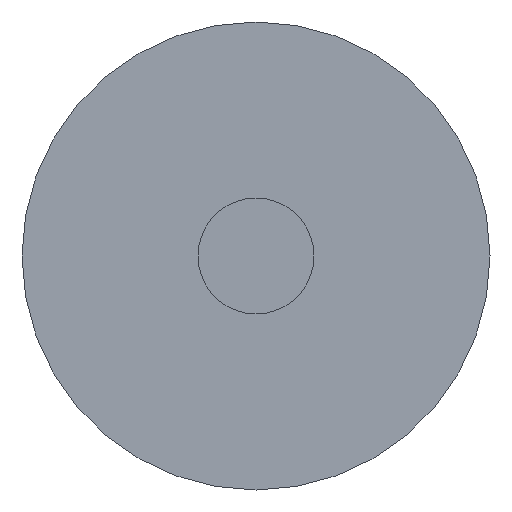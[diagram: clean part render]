
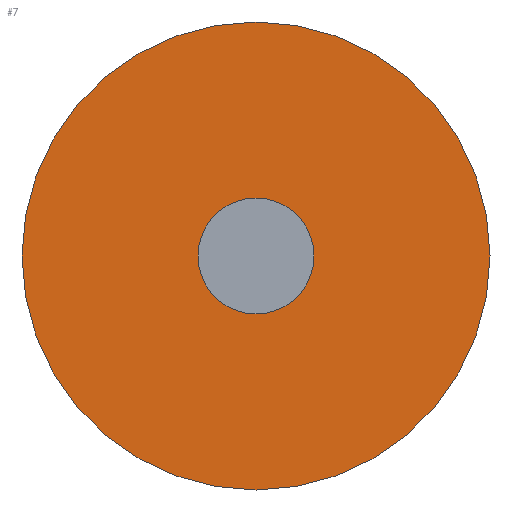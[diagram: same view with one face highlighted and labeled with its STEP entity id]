
A CAD part, front view. The second image highlights one B-rep face of the part: STEP entity #7.
In plain terms, the highlighted planar face has unit normal (0, -1, 0).
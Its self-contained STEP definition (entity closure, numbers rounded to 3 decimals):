
#7 = ADVANCED_FACE ( 'NONE', ( #71, #208 ), #143, .F. ) ;
#8 = EDGE_CURVE ( 'NONE', #91, #94, #185, .T. ) ;
#18 = EDGE_CURVE ( 'NONE', #94, #91, #241, .T. ) ;
#24 = EDGE_CURVE ( 'NONE', #88, #75, #174, .T. ) ;
#33 = EDGE_CURVE ( 'NONE', #75, #88, #161, .T. ) ;
#48 = ORIENTED_EDGE ( 'NONE', *, *, #24, .F. ) ;
#50 = ORIENTED_EDGE ( 'NONE', *, *, #8, .F. ) ;
#55 = EDGE_LOOP ( 'NONE', ( #86, #48 ) ) ;
#71 = FACE_OUTER_BOUND ( 'NONE', #76, .T. ) ;
#75 = VERTEX_POINT ( 'NONE', #108 ) ;
#76 = EDGE_LOOP ( 'NONE', ( #97, #50 ) ) ;
#86 = ORIENTED_EDGE ( 'NONE', *, *, #33, .F. ) ;
#88 = VERTEX_POINT ( 'NONE', #329 ) ;
#91 = VERTEX_POINT ( 'NONE', #307 ) ;
#94 = VERTEX_POINT ( 'NONE', #314 ) ;
#97 = ORIENTED_EDGE ( 'NONE', *, *, #18, .F. ) ;
#108 = CARTESIAN_POINT ( 'NONE',  ( 0., -3.175, -1.18 ) ) ;
#114 = DIRECTION ( 'NONE',  ( 0., 0., 1. ) ) ;
#115 = DIRECTION ( 'NONE',  ( 0., -1., 0. ) ) ;
#117 = CARTESIAN_POINT ( 'NONE',  ( 0., -3.175, 0. ) ) ;
#119 = DIRECTION ( 'NONE',  ( 0., 0., 1. ) ) ;
#123 = CARTESIAN_POINT ( 'NONE',  ( 0., -3.175, 0. ) ) ;
#127 = DIRECTION ( 'NONE',  ( 0., 1., 0. ) ) ;
#142 = DIRECTION ( 'NONE',  ( 0., 1., 0. ) ) ;
#143 = PLANE ( 'NONE',  #263 ) ;
#156 = AXIS2_PLACEMENT_3D ( 'NONE', #117, #115, #114 ) ;
#161 = CIRCLE ( 'NONE', #156, 1.18 ) ;
#168 = AXIS2_PLACEMENT_3D ( 'NONE', #204, #197, #179 ) ;
#169 = AXIS2_PLACEMENT_3D ( 'NONE', #123, #142, #181 ) ;
#174 = CIRCLE ( 'NONE', #168, 1.18 ) ;
#179 = DIRECTION ( 'NONE',  ( 0., 0., 1. ) ) ;
#181 = DIRECTION ( 'NONE',  ( 0., 0., 1. ) ) ;
#185 = CIRCLE ( 'NONE', #254, 4.765 ) ;
#197 = DIRECTION ( 'NONE',  ( 0., -1., 0. ) ) ;
#203 = DIRECTION ( 'NONE',  ( 0., 1., 0. ) ) ;
#204 = CARTESIAN_POINT ( 'NONE',  ( 0., -3.175, 0. ) ) ;
#208 = FACE_BOUND ( 'NONE', #55, .T. ) ;
#233 = CARTESIAN_POINT ( 'NONE',  ( 0., -3.175, 0. ) ) ;
#241 = CIRCLE ( 'NONE', #169, 4.765 ) ;
#246 = DIRECTION ( 'NONE',  ( 0., 0., 1. ) ) ;
#247 = CARTESIAN_POINT ( 'NONE',  ( 0., -3.175, 0. ) ) ;
#254 = AXIS2_PLACEMENT_3D ( 'NONE', #247, #127, #119 ) ;
#263 = AXIS2_PLACEMENT_3D ( 'NONE', #233, #203, #246 ) ;
#307 = CARTESIAN_POINT ( 'NONE',  ( 0., -3.175, 4.765 ) ) ;
#314 = CARTESIAN_POINT ( 'NONE',  ( 0., -3.175, -4.765 ) ) ;
#329 = CARTESIAN_POINT ( 'NONE',  ( 0., -3.175, 1.18 ) ) ;
